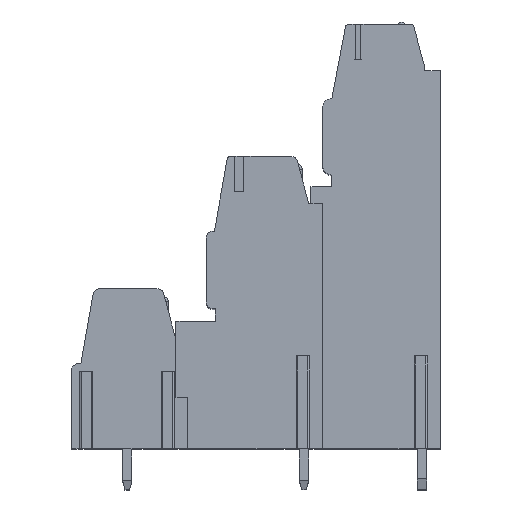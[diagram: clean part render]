
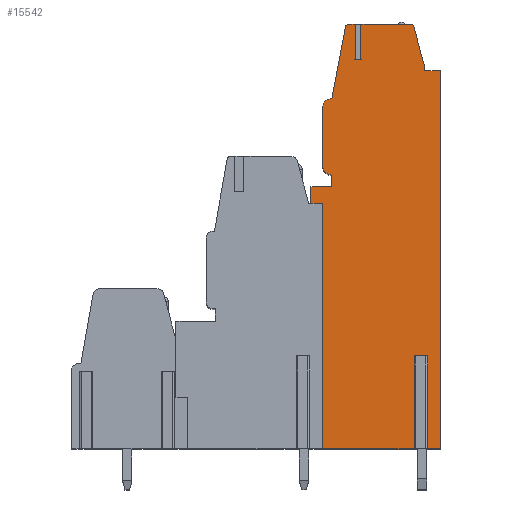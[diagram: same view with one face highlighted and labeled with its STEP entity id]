
A CAD part, top view. The second image highlights one B-rep face of the part: STEP entity #15542.
In plain terms, the highlighted planar face has unit normal (0, 0, 1).
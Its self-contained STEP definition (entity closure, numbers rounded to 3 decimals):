
#13=DIRECTION('',(0.,1.,0.));
#14=VECTOR('',#13,14.45);
#15=CARTESIAN_POINT('',(1.,-19.1,33.02));
#16=LINE('',#15,#14);
#17=DIRECTION('',(0.,-1.,0.));
#18=VECTOR('',#17,1.45);
#19=CARTESIAN_POINT('',(0.,3.5,33.02));
#20=LINE('',#19,#18);
#21=DIRECTION('',(-1.,0.,0.));
#22=VECTOR('',#21,1.8);
#23=CARTESIAN_POINT('',(1.8,3.5,33.02));
#24=LINE('',#23,#22);
#25=DIRECTION('',(0.,-1.,0.));
#26=VECTOR('',#25,1.);
#27=CARTESIAN_POINT('',(1.8,4.5,33.02));
#28=LINE('',#27,#26);
#29=CARTESIAN_POINT('',(1.8,5.3,33.02));
#30=DIRECTION('',(0.,0.,1.));
#31=DIRECTION('',(-1.,0.,0.));
#32=AXIS2_PLACEMENT_3D('',#29,#30,#31);
#34=DIRECTION('',(0.,-1.,0.));
#35=VECTOR('',#34,5.);
#36=CARTESIAN_POINT('',(1.,10.3,33.02));
#37=LINE('',#36,#35);
#38=CARTESIAN_POINT('',(1.8,10.3,33.02));
#39=DIRECTION('',(0.,0.,1.));
#40=DIRECTION('',(0.,1.,0.));
#41=AXIS2_PLACEMENT_3D('',#38,#39,#40);
#43=DIRECTION('',(-0.186,-0.983,0.));
#44=VECTOR('',#43,6.265);
#45=CARTESIAN_POINT('',(2.964,17.256,33.02));
#46=LINE('',#45,#44);
#47=CARTESIAN_POINT('',(3.259,17.2,33.02));
#48=DIRECTION('',(0.,0.,1.));
#49=DIRECTION('',(0.,1.,0.));
#50=AXIS2_PLACEMENT_3D('',#47,#48,#49);
#52=DIRECTION('',(-1.,0.,0.));
#53=VECTOR('',#52,0.551);
#54=CARTESIAN_POINT('',(3.81,17.5,33.02));
#55=LINE('',#54,#53);
#56=DIRECTION('',(0.,-1.,0.));
#57=VECTOR('',#56,3.05);
#58=CARTESIAN_POINT('',(3.81,17.5,33.02));
#59=LINE('',#58,#57);
#60=DIRECTION('',(1.,0.,0.));
#61=VECTOR('',#60,0.5);
#62=CARTESIAN_POINT('',(3.81,14.45,33.02));
#63=LINE('',#62,#61);
#64=DIRECTION('',(0.,-1.,0.));
#65=VECTOR('',#64,3.05);
#66=CARTESIAN_POINT('',(4.31,17.5,33.02));
#67=LINE('',#66,#65);
#68=DIRECTION('',(-1.,0.,0.));
#69=VECTOR('',#68,4.27);
#70=CARTESIAN_POINT('',(8.58,17.5,33.02));
#71=LINE('',#70,#69);
#72=CARTESIAN_POINT('',(8.58,17.2,33.02));
#73=DIRECTION('',(0.,0.,1.));
#74=DIRECTION('',(0.965,0.261,0.));
#75=AXIS2_PLACEMENT_3D('',#72,#73,#74);
#77=DIRECTION('',(-0.261,0.965,0.));
#78=VECTOR('',#77,3.539);
#79=CARTESIAN_POINT('',(9.792,13.861,33.02));
#80=LINE('',#79,#78);
#81=DIRECTION('',(-0.035,0.999,0.));
#82=VECTOR('',#81,0.361);
#83=CARTESIAN_POINT('',(9.805,13.5,33.02));
#84=LINE('',#83,#82);
#85=DIRECTION('',(-1.,0.,0.));
#86=VECTOR('',#85,1.355);
#87=CARTESIAN_POINT('',(11.16,13.5,33.02));
#88=LINE('',#87,#86);
#89=DIRECTION('',(0.,1.,0.));
#90=VECTOR('',#89,32.6);
#91=CARTESIAN_POINT('',(11.16,-19.1,33.02));
#92=LINE('',#91,#90);
#93=DIRECTION('',(1.,0.,0.));
#94=VECTOR('',#93,1.39);
#95=CARTESIAN_POINT('',(9.77,-19.1,33.02));
#96=LINE('',#95,#94);
#97=DIRECTION('',(0.,1.,0.));
#98=VECTOR('',#97,8.);
#99=CARTESIAN_POINT('',(9.77,-19.1,33.02));
#100=LINE('',#99,#98);
#101=DIRECTION('',(-1.,0.,0.));
#102=VECTOR('',#101,0.62);
#103=CARTESIAN_POINT('',(9.77,-11.1,33.02));
#104=LINE('',#103,#102);
#105=DIRECTION('',(0.,1.,0.));
#106=VECTOR('',#105,8.);
#107=CARTESIAN_POINT('',(9.15,-19.1,33.02));
#108=LINE('',#107,#106);
#109=DIRECTION('',(1.,0.,0.));
#110=VECTOR('',#109,8.15);
#111=CARTESIAN_POINT('',(1.,-19.1,33.02));
#112=LINE('',#111,#110);
#133=DIRECTION('',(-1.,0.,0.));
#134=VECTOR('',#133,1.195);
#135=CARTESIAN_POINT('',(1.,-4.65,33.02));
#136=LINE('',#135,#134);
#141=DIRECTION('',(-1.,0.,0.));
#142=VECTOR('',#141,0.195);
#143=CARTESIAN_POINT('',(0.,2.05,33.02));
#144=LINE('',#143,#142);
#251=DIRECTION('',(0.,-1.,0.));
#252=VECTOR('',#251,6.7);
#253=CARTESIAN_POINT('',(-0.195,2.05,33.02));
#254=LINE('',#253,#252);
#12179=CARTESIAN_POINT('',(11.16,-19.1,33.02));
#12180=CARTESIAN_POINT('',(11.16,13.5,33.02));
#12181=VERTEX_POINT('',#12179);
#12182=VERTEX_POINT('',#12180);
#12183=CARTESIAN_POINT('',(9.805,13.5,33.02));
#12184=VERTEX_POINT('',#12183);
#12185=CARTESIAN_POINT('',(9.792,13.861,33.02));
#12186=VERTEX_POINT('',#12185);
#12187=CARTESIAN_POINT('',(8.87,17.278,33.02));
#12188=VERTEX_POINT('',#12187);
#12189=CARTESIAN_POINT('',(8.58,17.5,33.02));
#12190=VERTEX_POINT('',#12189);
#12191=CARTESIAN_POINT('',(3.259,17.5,33.02));
#12192=CARTESIAN_POINT('',(2.964,17.256,33.02));
#12193=VERTEX_POINT('',#12191);
#12194=VERTEX_POINT('',#12192);
#12195=CARTESIAN_POINT('',(1.8,11.1,33.02));
#12196=VERTEX_POINT('',#12195);
#12197=CARTESIAN_POINT('',(1.,10.3,33.02));
#12198=VERTEX_POINT('',#12197);
#12199=CARTESIAN_POINT('',(1.,5.3,33.02));
#12200=VERTEX_POINT('',#12199);
#12201=CARTESIAN_POINT('',(1.8,4.5,33.02));
#12202=VERTEX_POINT('',#12201);
#12203=CARTESIAN_POINT('',(1.8,3.5,33.02));
#12204=VERTEX_POINT('',#12203);
#12205=CARTESIAN_POINT('',(0.,3.5,33.02));
#12206=VERTEX_POINT('',#12205);
#12305=CARTESIAN_POINT('',(1.,-19.1,33.02));
#12306=VERTEX_POINT('',#12305);
#12331=CARTESIAN_POINT('',(9.77,-11.1,33.02));
#12332=CARTESIAN_POINT('',(9.15,-11.1,33.02));
#12333=VERTEX_POINT('',#12331);
#12334=VERTEX_POINT('',#12332);
#12335=CARTESIAN_POINT('',(9.77,-19.1,33.02));
#12336=VERTEX_POINT('',#12335);
#12337=CARTESIAN_POINT('',(9.15,-19.1,33.02));
#12338=VERTEX_POINT('',#12337);
#12375=CARTESIAN_POINT('',(3.81,14.45,33.02));
#12376=CARTESIAN_POINT('',(4.31,14.45,33.02));
#12377=VERTEX_POINT('',#12375);
#12378=VERTEX_POINT('',#12376);
#12379=CARTESIAN_POINT('',(4.31,17.5,33.02));
#12380=VERTEX_POINT('',#12379);
#12381=CARTESIAN_POINT('',(3.81,17.5,33.02));
#12382=VERTEX_POINT('',#12381);
#12759=CARTESIAN_POINT('',(-0.195,-4.65,33.02));
#12761=VERTEX_POINT('',#12759);
#12763=CARTESIAN_POINT('',(0.,2.05,33.02));
#12764=CARTESIAN_POINT('',(-0.195,2.05,33.02));
#12765=VERTEX_POINT('',#12763);
#12766=VERTEX_POINT('',#12764);
#12771=CARTESIAN_POINT('',(1.,-4.65,33.02));
#12773=VERTEX_POINT('',#12771);
#15481=CARTESIAN_POINT('',(0.,0.,33.02));
#15482=DIRECTION('',(0.,0.,1.));
#15483=DIRECTION('',(1.,0.,0.));
#15484=AXIS2_PLACEMENT_3D('',#15481,#15482,#15483);
#15485=PLANE('',#15484);
#15487=ORIENTED_EDGE('',*,*,#15486,.T.);
#15489=ORIENTED_EDGE('',*,*,#15488,.T.);
#15491=ORIENTED_EDGE('',*,*,#15490,.F.);
#15493=ORIENTED_EDGE('',*,*,#15492,.F.);
#15495=ORIENTED_EDGE('',*,*,#15494,.F.);
#15497=ORIENTED_EDGE('',*,*,#15496,.F.);
#15499=ORIENTED_EDGE('',*,*,#15498,.F.);
#15501=ORIENTED_EDGE('',*,*,#15500,.F.);
#15503=ORIENTED_EDGE('',*,*,#15502,.F.);
#15505=ORIENTED_EDGE('',*,*,#15504,.F.);
#15507=ORIENTED_EDGE('',*,*,#15506,.F.);
#15509=ORIENTED_EDGE('',*,*,#15508,.F.);
#15511=ORIENTED_EDGE('',*,*,#15510,.F.);
#15513=ORIENTED_EDGE('',*,*,#15512,.T.);
#15515=ORIENTED_EDGE('',*,*,#15514,.T.);
#15517=ORIENTED_EDGE('',*,*,#15516,.F.);
#15519=ORIENTED_EDGE('',*,*,#15518,.F.);
#15521=ORIENTED_EDGE('',*,*,#15520,.F.);
#15523=ORIENTED_EDGE('',*,*,#15522,.F.);
#15525=ORIENTED_EDGE('',*,*,#15524,.F.);
#15527=ORIENTED_EDGE('',*,*,#15526,.F.);
#15529=ORIENTED_EDGE('',*,*,#15528,.F.);
#15531=ORIENTED_EDGE('',*,*,#15530,.F.);
#15533=ORIENTED_EDGE('',*,*,#15532,.T.);
#15535=ORIENTED_EDGE('',*,*,#15534,.T.);
#15537=ORIENTED_EDGE('',*,*,#15536,.F.);
#15539=ORIENTED_EDGE('',*,*,#15538,.F.);
#15540=EDGE_LOOP('',(#15487,#15489,#15491,#15493,#15495,#15497,#15499,#15501,
#15503,#15505,#15507,#15509,#15511,#15513,#15515,#15517,#15519,#15521,#15523,
#15525,#15527,#15529,#15531,#15533,#15535,#15537,#15539));
#15541=FACE_OUTER_BOUND('',#15540,.F.);
#33=CIRCLE('',#32,0.8);
#42=CIRCLE('',#41,0.8);
#51=CIRCLE('',#50,0.3);
#76=CIRCLE('',#75,0.3);
#15486=EDGE_CURVE('',#12306,#12773,#16,.T.);
#15488=EDGE_CURVE('',#12773,#12761,#136,.T.);
#15490=EDGE_CURVE('',#12766,#12761,#254,.T.);
#15492=EDGE_CURVE('',#12765,#12766,#144,.T.);
#15494=EDGE_CURVE('',#12206,#12765,#20,.T.);
#15496=EDGE_CURVE('',#12204,#12206,#24,.T.);
#15498=EDGE_CURVE('',#12202,#12204,#28,.T.);
#15500=EDGE_CURVE('',#12200,#12202,#33,.T.);
#15502=EDGE_CURVE('',#12198,#12200,#37,.T.);
#15504=EDGE_CURVE('',#12196,#12198,#42,.T.);
#15506=EDGE_CURVE('',#12194,#12196,#46,.T.);
#15508=EDGE_CURVE('',#12193,#12194,#51,.T.);
#15510=EDGE_CURVE('',#12382,#12193,#55,.T.);
#15512=EDGE_CURVE('',#12382,#12377,#59,.T.);
#15514=EDGE_CURVE('',#12377,#12378,#63,.T.);
#15516=EDGE_CURVE('',#12380,#12378,#67,.T.);
#15518=EDGE_CURVE('',#12190,#12380,#71,.T.);
#15520=EDGE_CURVE('',#12188,#12190,#76,.T.);
#15522=EDGE_CURVE('',#12186,#12188,#80,.T.);
#15524=EDGE_CURVE('',#12184,#12186,#84,.T.);
#15526=EDGE_CURVE('',#12182,#12184,#88,.T.);
#15528=EDGE_CURVE('',#12181,#12182,#92,.T.);
#15530=EDGE_CURVE('',#12336,#12181,#96,.T.);
#15532=EDGE_CURVE('',#12336,#12333,#100,.T.);
#15534=EDGE_CURVE('',#12333,#12334,#104,.T.);
#15536=EDGE_CURVE('',#12338,#12334,#108,.T.);
#15538=EDGE_CURVE('',#12306,#12338,#112,.T.);
#15542=ADVANCED_FACE('',(#15541),#15485,.T.);
